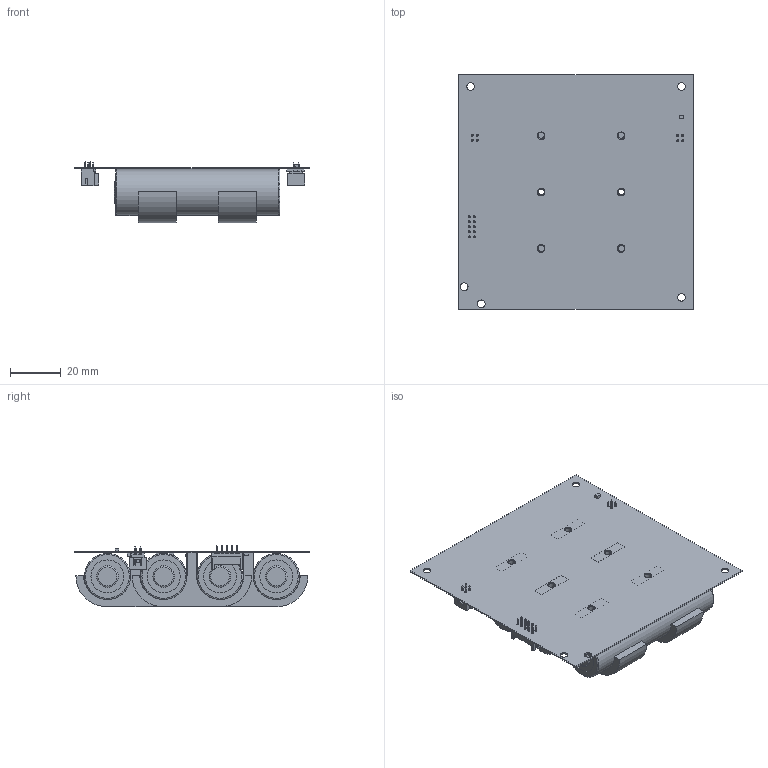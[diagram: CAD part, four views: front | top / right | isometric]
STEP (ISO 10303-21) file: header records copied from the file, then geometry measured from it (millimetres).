
FILE_DESCRIPTION(('Open CASCADE Model'),'2;1');
FILE_NAME('Open CASCADE Shape Model','2019-05-14T19:09:37',('Author'),( 'Open CASCADE'),'Open CASCADE STEP processor 6.8','Open CASCADE 6.8' ,'Unknown');
FILE_SCHEMA(('AUTOMOTIVE_DESIGN { 1 0 10303 214 1 1 1 1 }'));
Length unit declared in the file: millimetre
Products named in the file (44): PCB; Board; R58; 5991193600; Extruded; R57; BAT; 878310441; Open CASCADE STEP translator 6.8 2.4.1.1; Open CASCADE STEP translator 6.8 2.4.1.2; HEAT2; 5991193792; D6_1; 5991190912; R25; HEAT1; R49; 5991192448; Heaters; BATPACK; User_Library-Hirose_-_DF11-10DP-2DSA(24)_(Shrouded_Header_2mm,_10_Pin); U6_1; 5991191680; R59_1; R60_1; Designator7; Battery_Bracket_Double; User_Library-18650_battery; Q7; 5991194176; C60; 5991192256; U7; R60; R59; C55; U6; Free-Models
Assembly tree (60 placements, depth 4):
  PCB
    Board
    R58
      5991193600
        Extruded
    R57
      5991193600
        Extruded
    BAT
      878310441
        Open CASCADE STEP translator 6.8 2.4.1.1
        Open CASCADE STEP translator 6.8 2.4.1.2
    HEAT2
      5991193792
        Extruded
    D6_1
      5991190912
        Extruded
    R25
      5991193600
        Extruded
    HEAT1
      5991193792
        Extruded
    R49
      5991192448
        Extruded
    Heaters
      878310441
        Open CASCADE STEP translator 6.8 2.4.1.1
        Open CASCADE STEP translator 6.8 2.4.1.2
    BATPACK
      User_Library-Hirose_-_DF11-10DP-2DSA(24)_(Shrouded_Header_2mm,_10_Pin)
    U6_1
      5991191680
        Extruded
    R59_1
      5991192448
        Extruded
    R60_1
      5991192448
        Extruded
    Designator7
      Battery_Bracket_Double  x4
      User_Library-18650_battery  x4
    Q7
      5991194176
        Extruded
    C60
      5991192256
        Extruded
    U7
      5991191680
        Extruded
    R60
      5991192448
        Extruded
    R59
      5991192448
        Extruded
Bounding box: 92.46 x 92.46 x 24.2 mm (x, y, z)
Volume: 98240 mm3; surface area: 53722.2 mm2
Topology: 39 solids, 39 shells, 816 faces, 1989 edges, 1289 vertices
Faces by surface type: plane 711, cylinder 93, torus 12
Full cylindrical faces by diameter (mm): 0.8 x18, 3 x11, 8.5 x4, 13 x8, 18.2 x4
Entity records: 16039 total; most frequent: CARTESIAN_POINT 2671, DIRECTION 2521, ORIENTED_EDGE 2514, EDGE_CURVE 1257, LINE 1139, VECTOR 1139, VERTEX_POINT 796, AXIS2_PLACEMENT_3D 691
